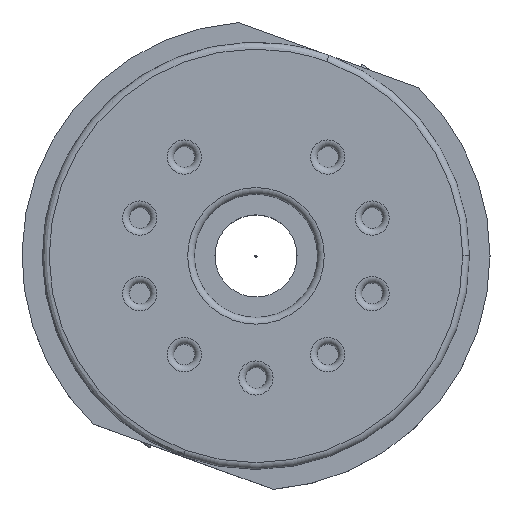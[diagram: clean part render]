
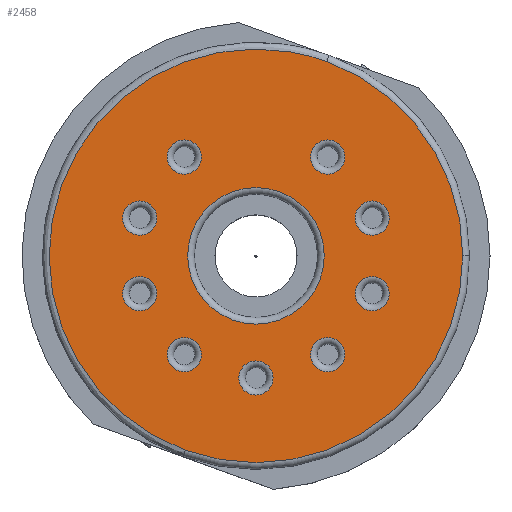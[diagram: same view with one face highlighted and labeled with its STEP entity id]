
A CAD part, top view. The second image highlights one B-rep face of the part: STEP entity #2458.
In plain terms, the highlighted planar face has unit normal (0, 0, 1).
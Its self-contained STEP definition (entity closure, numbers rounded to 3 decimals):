
#1079 = VERTEX_POINT('',#1080);
#1080 = CARTESIAN_POINT('',(9.497,-8.495,12.03));
#1087 = EDGE_CURVE('',#1079,#1079,#1088,.T.);
#1088 = CIRCLE('',#1089,3.326);
#1089 = AXIS2_PLACEMENT_3D('',#1090,#1091,#1092);
#1090 = CARTESIAN_POINT('',(6.172,-8.495,12.03));
#1091 = DIRECTION('',(0.,0.,-1.));
#1092 = DIRECTION('',(1.,0.,0.));
#2458 = ADVANCED_FACE('',(#2459,#2470,#2481,#2492,#2527,#2538,#2549,
#2560,#2571,#2582,#2585),#2596,.T.);
#2459 = FACE_BOUND('',#2460,.T.);
#2460 = EDGE_LOOP('',(#2461));
#2461 = ORIENTED_EDGE('',*,*,#2462,.T.);
#2462 = EDGE_CURVE('',#2463,#2463,#2465,.T.);
#2463 = VERTEX_POINT('',#2464);
#2464 = CARTESIAN_POINT('',(3.508,-3.681,12.03));
#2465 = CIRCLE('',#2466,0.834);
#2466 = AXIS2_PLACEMENT_3D('',#2467,#2468,#2469);
#2467 = CARTESIAN_POINT('',(2.674,-3.681,12.03));
#2468 = DIRECTION('',(0.,0.,-1.));
#2469 = DIRECTION('',(1.,0.,0.));
#2470 = FACE_BOUND('',#2471,.T.);
#2471 = EDGE_LOOP('',(#2472));
#2472 = ORIENTED_EDGE('',*,*,#2473,.T.);
#2473 = EDGE_CURVE('',#2474,#2474,#2476,.T.);
#2474 = VERTEX_POINT('',#2475);
#2475 = CARTESIAN_POINT('',(3.508,-13.308,12.03));
#2476 = CIRCLE('',#2477,0.834);
#2477 = AXIS2_PLACEMENT_3D('',#2478,#2479,#2480);
#2478 = CARTESIAN_POINT('',(2.674,-13.308,12.03));
#2479 = DIRECTION('',(0.,0.,-1.));
#2480 = DIRECTION('',(1.,0.,0.));
#2481 = FACE_BOUND('',#2482,.T.);
#2482 = EDGE_LOOP('',(#2483));
#2483 = ORIENTED_EDGE('',*,*,#2484,.T.);
#2484 = EDGE_CURVE('',#2485,#2485,#2487,.T.);
#2485 = VERTEX_POINT('',#2486);
#2486 = CARTESIAN_POINT('',(12.664,-6.656,12.03));
#2487 = CIRCLE('',#2488,0.834);
#2488 = AXIS2_PLACEMENT_3D('',#2489,#2490,#2491);
#2489 = CARTESIAN_POINT('',(11.831,-6.656,12.03));
#2490 = DIRECTION('',(0.,0.,-1.));
#2491 = DIRECTION('',(1.,0.,0.));
#2492 = FACE_BOUND('',#2493,.T.);
#2493 = EDGE_LOOP('',(#2494,#2505,#2520));
#2494 = ORIENTED_EDGE('',*,*,#2495,.F.);
#2495 = EDGE_CURVE('',#2496,#2498,#2500,.T.);
#2496 = VERTEX_POINT('',#2497);
#2497 = CARTESIAN_POINT('',(9.617,0.972,12.03));
#2498 = VERTEX_POINT('',#2499);
#2499 = CARTESIAN_POINT('',(16.246,-8.495,12.03));
#2500 = CIRCLE('',#2501,10.074);
#2501 = AXIS2_PLACEMENT_3D('',#2502,#2503,#2504);
#2502 = CARTESIAN_POINT('',(6.172,-8.495,12.03));
#2503 = DIRECTION('',(0.,0.,-1.));
#2504 = DIRECTION('',(0.342,0.94,0.
));
#2505 = ORIENTED_EDGE('',*,*,#2506,.F.);
#2506 = EDGE_CURVE('',#2507,#2496,#2509,.T.);
#2507 = VERTEX_POINT('',#2508);
#2508 = CARTESIAN_POINT('',(2.726,-17.961,12.03));
#2509 = ( BOUNDED_CURVE() B_SPLINE_CURVE(9,(#2510,#2511,#2512,#2513,
#2514,#2515,#2516,#2517,#2518,#2519),.UNSPECIFIED.,.F.,.F.)
B_SPLINE_CURVE_WITH_KNOTS((10,10),(65.345,98.018),
.PIECEWISE_BEZIER_KNOTS.) CURVE() GEOMETRIC_REPRESENTATION_ITEM()
RATIONAL_B_SPLINE_CURVE((1.,1.,1.,1.,1.,1.,1.,1.,1.,1.))
REPRESENTATION_ITEM('') );
#2510 = CARTESIAN_POINT('',(2.726,-17.961,12.03));
#2511 = CARTESIAN_POINT('',(-0.577,-16.759,12.03));
#2512 = CARTESIAN_POINT('',(-3.412,-14.259,12.03));
#2513 = CARTESIAN_POINT('',(-5.187,-10.671,12.03));
#2514 = CARTESIAN_POINT('',(-5.441,-6.519,12.03));
#2515 = CARTESIAN_POINT('',(-3.994,-2.544,12.03));
#2516 = CARTESIAN_POINT('',(-1.131,0.474,12.03));
#2517 = CARTESIAN_POINT('',(2.536,2.081,12.03));
#2518 = CARTESIAN_POINT('',(6.314,2.174,12.03));
#2519 = CARTESIAN_POINT('',(9.617,0.972,12.03));
#2520 = ORIENTED_EDGE('',*,*,#2521,.F.);
#2521 = EDGE_CURVE('',#2498,#2507,#2522,.T.);
#2522 = CIRCLE('',#2523,10.074);
#2523 = AXIS2_PLACEMENT_3D('',#2524,#2525,#2526);
#2524 = CARTESIAN_POINT('',(6.172,-8.495,12.03));
#2525 = DIRECTION('',(0.,0.,-1.));
#2526 = DIRECTION('',(1.,0.,0.));
#2527 = FACE_BOUND('',#2528,.T.);
#2528 = EDGE_LOOP('',(#2529));
#2529 = ORIENTED_EDGE('',*,*,#2530,.T.);
#2530 = EDGE_CURVE('',#2531,#2531,#2533,.T.);
#2531 = VERTEX_POINT('',#2532);
#2532 = CARTESIAN_POINT('',(12.664,-10.333,12.03));
#2533 = CIRCLE('',#2534,0.834);
#2534 = AXIS2_PLACEMENT_3D('',#2535,#2536,#2537);
#2535 = CARTESIAN_POINT('',(11.831,-10.333,12.03));
#2536 = DIRECTION('',(0.,0.,-1.));
#2537 = DIRECTION('',(1.,0.,0.));
#2538 = FACE_BOUND('',#2539,.T.);
#2539 = EDGE_LOOP('',(#2540));
#2540 = ORIENTED_EDGE('',*,*,#2541,.T.);
#2541 = EDGE_CURVE('',#2542,#2542,#2544,.T.);
#2542 = VERTEX_POINT('',#2543);
#2543 = CARTESIAN_POINT('',(1.347,-10.333,12.03));
#2544 = CIRCLE('',#2545,0.834);
#2545 = AXIS2_PLACEMENT_3D('',#2546,#2547,#2548);
#2546 = CARTESIAN_POINT('',(0.513,-10.333,12.03));
#2547 = DIRECTION('',(0.,0.,-1.));
#2548 = DIRECTION('',(1.,0.,0.));
#2549 = FACE_BOUND('',#2550,.T.);
#2550 = EDGE_LOOP('',(#2551));
#2551 = ORIENTED_EDGE('',*,*,#2552,.T.);
#2552 = EDGE_CURVE('',#2553,#2553,#2555,.T.);
#2553 = VERTEX_POINT('',#2554);
#2554 = CARTESIAN_POINT('',(7.005,-14.445,12.03));
#2555 = CIRCLE('',#2556,0.834);
#2556 = AXIS2_PLACEMENT_3D('',#2557,#2558,#2559);
#2557 = CARTESIAN_POINT('',(6.172,-14.445,12.03));
#2558 = DIRECTION('',(0.,0.,-1.));
#2559 = DIRECTION('',(1.,0.,0.));
#2560 = FACE_BOUND('',#2561,.T.);
#2561 = EDGE_LOOP('',(#2562));
#2562 = ORIENTED_EDGE('',*,*,#2563,.T.);
#2563 = EDGE_CURVE('',#2564,#2564,#2566,.T.);
#2564 = VERTEX_POINT('',#2565);
#2565 = CARTESIAN_POINT('',(10.503,-3.681,12.03));
#2566 = CIRCLE('',#2567,0.834);
#2567 = AXIS2_PLACEMENT_3D('',#2568,#2569,#2570);
#2568 = CARTESIAN_POINT('',(9.669,-3.681,12.03));
#2569 = DIRECTION('',(0.,0.,-1.));
#2570 = DIRECTION('',(1.,0.,0.));
#2571 = FACE_BOUND('',#2572,.T.);
#2572 = EDGE_LOOP('',(#2573));
#2573 = ORIENTED_EDGE('',*,*,#2574,.T.);
#2574 = EDGE_CURVE('',#2575,#2575,#2577,.T.);
#2575 = VERTEX_POINT('',#2576);
#2576 = CARTESIAN_POINT('',(1.347,-6.656,12.03));
#2577 = CIRCLE('',#2578,0.834);
#2578 = AXIS2_PLACEMENT_3D('',#2579,#2580,#2581);
#2579 = CARTESIAN_POINT('',(0.513,-6.656,12.03));
#2580 = DIRECTION('',(0.,0.,-1.));
#2581 = DIRECTION('',(1.,0.,0.));
#2582 = FACE_BOUND('',#2583,.T.);
#2583 = EDGE_LOOP('',(#2584));
#2584 = ORIENTED_EDGE('',*,*,#1087,.T.);
#2585 = FACE_BOUND('',#2586,.T.);
#2586 = EDGE_LOOP('',(#2587));
#2587 = ORIENTED_EDGE('',*,*,#2588,.T.);
#2588 = EDGE_CURVE('',#2589,#2589,#2591,.T.);
#2589 = VERTEX_POINT('',#2590);
#2590 = CARTESIAN_POINT('',(10.503,-13.308,12.03));
#2591 = CIRCLE('',#2592,0.834);
#2592 = AXIS2_PLACEMENT_3D('',#2593,#2594,#2595);
#2593 = CARTESIAN_POINT('',(9.669,-13.308,12.03));
#2594 = DIRECTION('',(0.,0.,-1.));
#2595 = DIRECTION('',(1.,0.,0.));
#2596 = PLANE('',#2597);
#2597 = AXIS2_PLACEMENT_3D('',#2598,#2599,#2600);
#2598 = CARTESIAN_POINT('',(6.172,-8.495,12.03));
#2599 = DIRECTION('',(0.,0.,1.));
#2600 = DIRECTION('',(0.,1.,0.));
